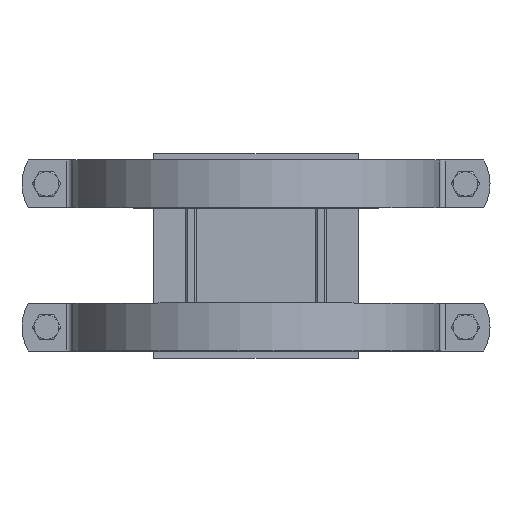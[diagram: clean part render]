
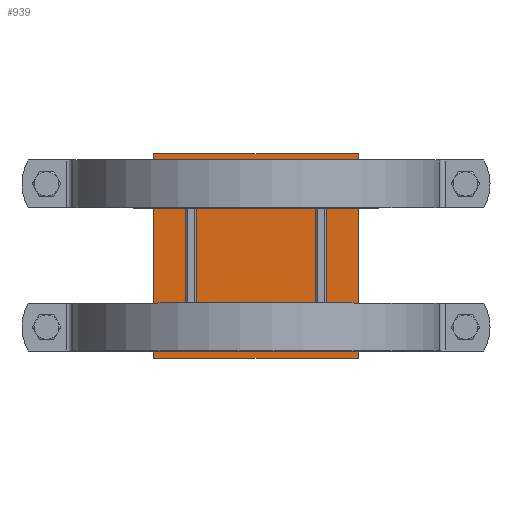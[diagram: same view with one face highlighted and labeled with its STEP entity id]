
A CAD part, top view. The second image highlights one B-rep face of the part: STEP entity #939.
In plain terms, the highlighted planar face has unit normal (0, 0, 1).
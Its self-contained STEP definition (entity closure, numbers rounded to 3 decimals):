
#73=CARTESIAN_POINT('',(103.,140.,10.0));
#74=VERTEX_POINT('',#73);
#75=CARTESIAN_POINT('',(103.,-140.,10.0));
#76=VERTEX_POINT('',#75);
#77=CARTESIAN_POINT('',(103.,140.0,10.));
#78=DIRECTION('',(0.0,-1.0,0.0));
#79=VECTOR('',#78,280.0);
#80=LINE('',#77,#79);
#81=EDGE_CURVE('',#74,#76,#80,.T.);
#113=CARTESIAN_POINT('',(-87.,140.0,10.0));
#114=VERTEX_POINT('',#113);
#115=CARTESIAN_POINT('',(-87.,-140.0,10.0));
#116=VERTEX_POINT('',#115);
#117=CARTESIAN_POINT('',(-87.,140.0,10.0));
#118=DIRECTION('',(0.0,-1.0,0.0));
#119=VECTOR('',#118,280.0);
#120=LINE('',#117,#119);
#121=EDGE_CURVE('',#114,#116,#120,.T.);
#153=CARTESIAN_POINT('',(87.,-140.,10.0));
#154=VERTEX_POINT('',#153);
#155=CARTESIAN_POINT('',(87.,140.,10.0));
#156=VERTEX_POINT('',#155);
#157=CARTESIAN_POINT('',(87.,-140.0,10.0));
#158=DIRECTION('',(0.0,1.0,0.0));
#159=VECTOR('',#158,280.0);
#160=LINE('',#157,#159);
#161=EDGE_CURVE('',#154,#156,#160,.T.);
#193=CARTESIAN_POINT('',(-103.,-140.0,10.0));
#194=VERTEX_POINT('',#193);
#195=CARTESIAN_POINT('',(-103.,140.0,10.0));
#196=VERTEX_POINT('',#195);
#197=CARTESIAN_POINT('',(-103.,-140.0,10.));
#198=DIRECTION('',(0.0,1.0,0.0));
#199=VECTOR('',#198,280.0);
#200=LINE('',#197,#199);
#201=EDGE_CURVE('',#194,#196,#200,.T.);
#868=CARTESIAN_POINT('',(0.0,0.0,10.0));
#869=DIRECTION('',(0.0,0.0,1.0));
#870=DIRECTION('',(1.0,0.0,0.0));
#871=AXIS2_PLACEMENT_3D('',#868,#869,#870);
#872=PLANE('',#871);
#873=CARTESIAN_POINT('',(-150.0,-150.0,10.0));
#874=VERTEX_POINT('',#873);
#875=CARTESIAN_POINT('',(-150.0,150.0,10.0));
#876=VERTEX_POINT('',#875);
#877=CARTESIAN_POINT('',(-150.0,-150.0,10.0));
#878=DIRECTION('',(0.0,1.0,0.0));
#879=VECTOR('',#878,300.0);
#880=LINE('',#877,#879);
#881=EDGE_CURVE('',#874,#876,#880,.T.);
#882=ORIENTED_EDGE('',*,*,#881,.F.);
#883=CARTESIAN_POINT('',(150.0,-150.0,10.0));
#884=VERTEX_POINT('',#883);
#885=CARTESIAN_POINT('',(150.0,-150.0,10.0));
#886=DIRECTION('',(-1.0,0.0,0.0));
#887=VECTOR('',#886,300.0);
#888=LINE('',#885,#887);
#889=EDGE_CURVE('',#884,#874,#888,.T.);
#890=ORIENTED_EDGE('',*,*,#889,.F.);
#891=CARTESIAN_POINT('',(150.0,150.0,10.0));
#892=VERTEX_POINT('',#891);
#893=CARTESIAN_POINT('',(150.0,150.0,10.0));
#894=DIRECTION('',(0.0,-1.0,0.0));
#895=VECTOR('',#894,300.0);
#896=LINE('',#893,#895);
#897=EDGE_CURVE('',#892,#884,#896,.T.);
#898=ORIENTED_EDGE('',*,*,#897,.F.);
#899=CARTESIAN_POINT('',(-150.0,150.0,10.0));
#900=DIRECTION('',(1.0,0.0,0.0));
#901=VECTOR('',#900,300.0);
#902=LINE('',#899,#901);
#903=EDGE_CURVE('',#876,#892,#902,.T.);
#904=ORIENTED_EDGE('',*,*,#903,.F.);
#905=EDGE_LOOP('',(#882,#890,#898,#904));
#906=FACE_OUTER_BOUND('',#905,.T.);
#907=CARTESIAN_POINT('',(87.,140.,10.0));
#908=DIRECTION('',(1.0,0.0,0.0));
#909=VECTOR('',#908,16.);
#910=LINE('',#907,#909);
#911=EDGE_CURVE('',#156,#74,#910,.T.);
#912=ORIENTED_EDGE('',*,*,#911,.T.);
#913=ORIENTED_EDGE('',*,*,#81,.T.);
#914=CARTESIAN_POINT('',(103.,-140.,10.0));
#915=DIRECTION('',(-1.0,0.0,0.0));
#916=VECTOR('',#915,16.);
#917=LINE('',#914,#916);
#918=EDGE_CURVE('',#76,#154,#917,.T.);
#919=ORIENTED_EDGE('',*,*,#918,.T.);
#920=ORIENTED_EDGE('',*,*,#161,.T.);
#921=EDGE_LOOP('',(#912,#913,#919,#920));
#922=FACE_BOUND('',#921,.T.);
#923=CARTESIAN_POINT('',(-103.,140.,10.0));
#924=DIRECTION('',(1.0,0.0,0.0));
#925=VECTOR('',#924,16.);
#926=LINE('',#923,#925);
#927=EDGE_CURVE('',#196,#114,#926,.T.);
#928=ORIENTED_EDGE('',*,*,#927,.T.);
#929=ORIENTED_EDGE('',*,*,#121,.T.);
#930=CARTESIAN_POINT('',(-87.,-140.0,10.0));
#931=DIRECTION('',(-1.0,0.0,0.0));
#932=VECTOR('',#931,16.);
#933=LINE('',#930,#932);
#934=EDGE_CURVE('',#116,#194,#933,.T.);
#935=ORIENTED_EDGE('',*,*,#934,.T.);
#936=ORIENTED_EDGE('',*,*,#201,.T.);
#937=EDGE_LOOP('',(#928,#929,#935,#936));
#938=FACE_BOUND('',#937,.T.);
#939=ADVANCED_FACE('',(#906,#922,#938),#872,.T.);
